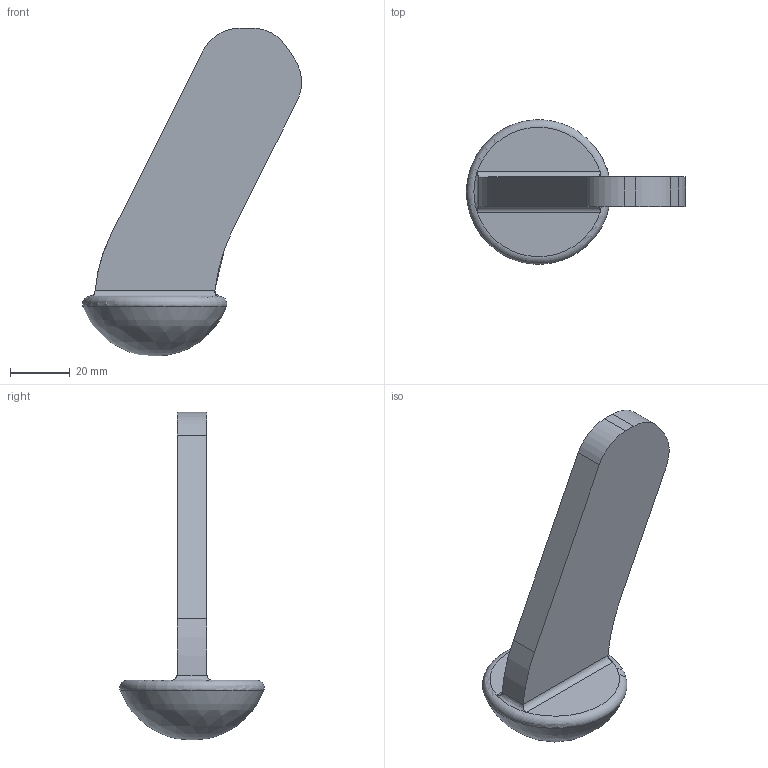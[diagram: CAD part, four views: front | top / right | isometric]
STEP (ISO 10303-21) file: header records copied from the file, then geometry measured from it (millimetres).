
FILE_DESCRIPTION(/* description */ (''),/* implementation_level */ '2;1');
FILE_NAME(/* name */ 'Foot_New v10.step',/* time_stamp */ '2023-05-03T21:55:31-04:00',/* author */ (''),/* organization */ (''),/* preprocessor_version */ 'ST-DEVELOPER v19.2',/* originating_system */ 'Autodesk Translation Framework v12.4.0.73',/* authorisation */ '');
FILE_SCHEMA (('AUTOMOTIVE_DESIGN { 1 0 10303 214 3 1 1 }'));
Length unit declared in the file: millimetre
Products named in the file (1): Foot_New
Bounding box: 73.49 x 48.44 x 110 mm (x, y, z)
Volume: 56597.2 mm3; surface area: 13684.2 mm2
Topology: 1 solids, 1 shells, 22 faces, 53 edges, 34 vertices
Faces by surface type: plane 10, cylinder 6, bspline 5, torus 1
Entity records: 1333 total; most frequent: CARTESIAN_POINT 813, ORIENTED_EDGE 106, DIRECTION 92, EDGE_CURVE 53, AXIS2_PLACEMENT_3D 36, VERTEX_POINT 34, EDGE_LOOP 23, FACE_OUTER_BOUND 22
